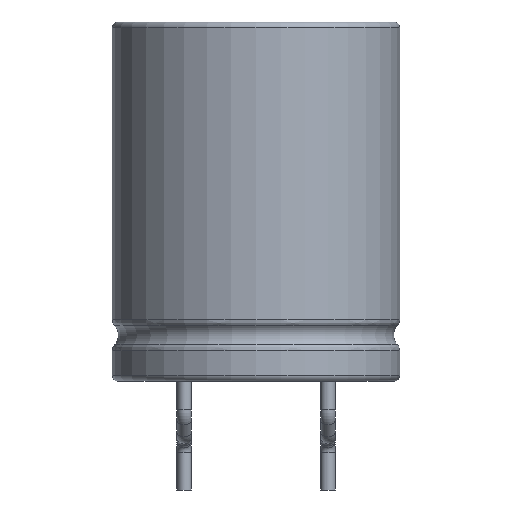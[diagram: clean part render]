
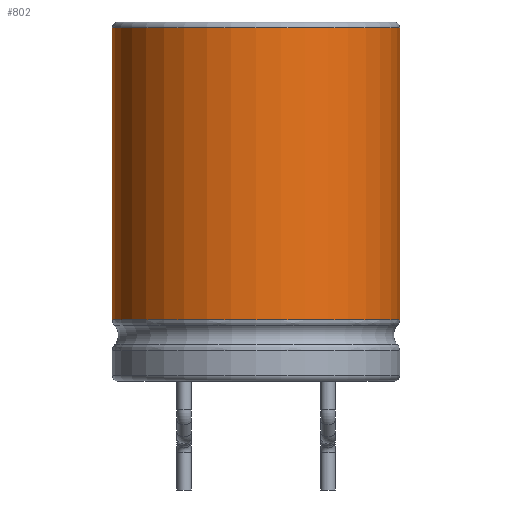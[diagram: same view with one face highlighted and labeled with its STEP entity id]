
A CAD part, front view. The second image highlights one B-rep face of the part: STEP entity #802.
In plain terms, the highlighted cylindrical face has radius 5 mm (diameter 10 mm), a full revolution.
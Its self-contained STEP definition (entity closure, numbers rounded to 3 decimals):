
#62=LINE('',#1405,#105);
#105=VECTOR('',#1045,5.);
#148=CYLINDRICAL_SURFACE('',#886,5.);
#171=FACE_OUTER_BOUND('',#222,.T.);
#222=EDGE_LOOP('',(#573,#574,#575,#576,#577));
#278=CIRCLE('',#884,5.);
#279=CIRCLE('',#885,5.);
#280=CIRCLE('',#887,5.);
#349=VERTEX_POINT('',#1397);
#350=VERTEX_POINT('',#1399);
#351=VERTEX_POINT('',#1403);
#434=EDGE_CURVE('',#349,#350,#278,.T.);
#435=EDGE_CURVE('',#350,#349,#279,.T.);
#436=EDGE_CURVE('',#351,#351,#280,.T.);
#437=EDGE_CURVE('',#351,#350,#62,.T.);
#573=ORIENTED_EDGE('',*,*,#436,.T.);
#574=ORIENTED_EDGE('',*,*,#437,.T.);
#575=ORIENTED_EDGE('',*,*,#434,.F.);
#576=ORIENTED_EDGE('',*,*,#435,.F.);
#577=ORIENTED_EDGE('',*,*,#437,.F.);
#802=ADVANCED_FACE('',(#171),#148,.T.);
#884=AXIS2_PLACEMENT_3D('',#1400,#1037,#1038);
#885=AXIS2_PLACEMENT_3D('',#1401,#1039,#1040);
#886=AXIS2_PLACEMENT_3D('',#1402,#1041,#1042);
#887=AXIS2_PLACEMENT_3D('',#1404,#1043,#1044);
#1037=DIRECTION('center_axis',(0.,0.,-1.));
#1038=DIRECTION('ref_axis',(0.809,0.588,0.));
#1039=DIRECTION('center_axis',(0.,0.,-1.));
#1040=DIRECTION('ref_axis',(0.809,0.588,0.));
#1041=DIRECTION('center_axis',(0.,0.,1.));
#1042=DIRECTION('ref_axis',(1.,0.,0.));
#1043=DIRECTION('center_axis',(0.,0.,-1.));
#1044=DIRECTION('ref_axis',(1.,0.,0.));
#1045=DIRECTION('',(0.,0.,-1.));
#1397=CARTESIAN_POINT('',(7.5,0.,2.135));
#1399=CARTESIAN_POINT('',(-2.5,0.,2.135));
#1400=CARTESIAN_POINT('Origin',(2.5,0.,2.135));
#1401=CARTESIAN_POINT('Origin',(2.5,0.,2.135));
#1402=CARTESIAN_POINT('Origin',(2.5,0.,2.));
#1403=CARTESIAN_POINT('',(-2.5,0.,12.3));
#1404=CARTESIAN_POINT('Origin',(2.5,0.,12.3));
#1405=CARTESIAN_POINT('',(-2.5,0.,2.));
